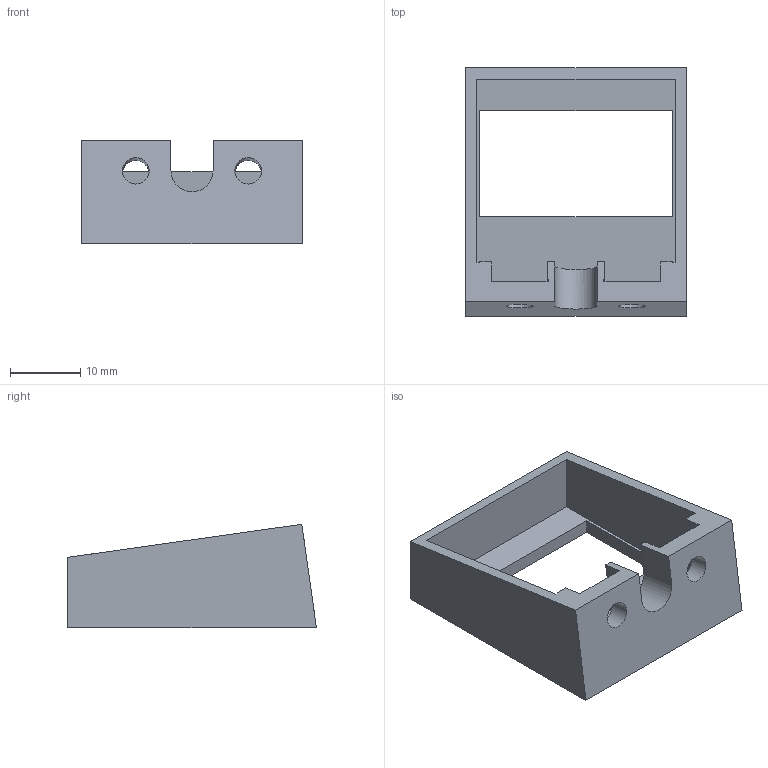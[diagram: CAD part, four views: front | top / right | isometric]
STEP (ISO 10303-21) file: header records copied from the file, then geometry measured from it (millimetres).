
FILE_DESCRIPTION(/* description */ (''),/* implementation_level */ '2;1');
FILE_NAME(/* name */ 'Muv7_screen_case.stp',/* time_stamp */ '2016-12-17T10:13:43-06:00',/* author */ ('HAL9000'),/* organization */ (''),/* preprocessor_version */ 'ST-DEVELOPER v15.6',/* originating_system */ 'Autodesk Inventor 2015',/* authorisation */ '');
FILE_SCHEMA (('AUTOMOTIVE_DESIGN { 1 0 10303 214 3 1 1 }'));
Length unit declared in the file: millimetre
Products named in the file (1): Muv7_screen_case
Bounding box: 31.4 x 35.4 x 14.71 mm (x, y, z)
Volume: 4055.5 mm3; surface area: 4458.2 mm2
Topology: 1 solids, 1 shells, 33 faces, 122 edges, 117 vertices
Faces by surface type: plane 30, cylinder 3
Full cylindrical faces by diameter (mm): 3.797 x2
Entity records: 1300 total; most frequent: CARTESIAN_POINT 265, DIRECTION 195, ORIENTED_EDGE 180, LINE 109, VECTOR 109, EDGE_CURVE 90, VERTEX_POINT 61, AXIS2_PLACEMENT_3D 43
